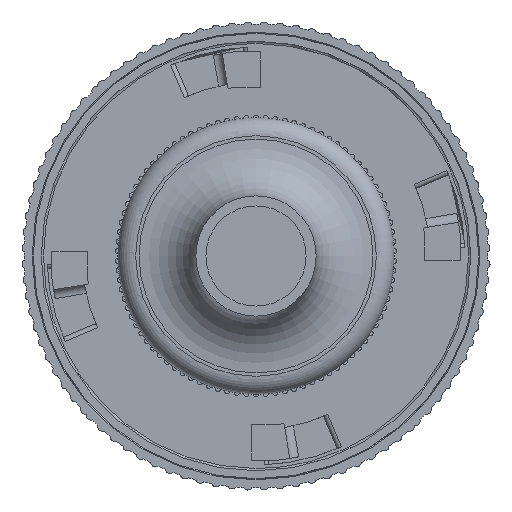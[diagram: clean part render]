
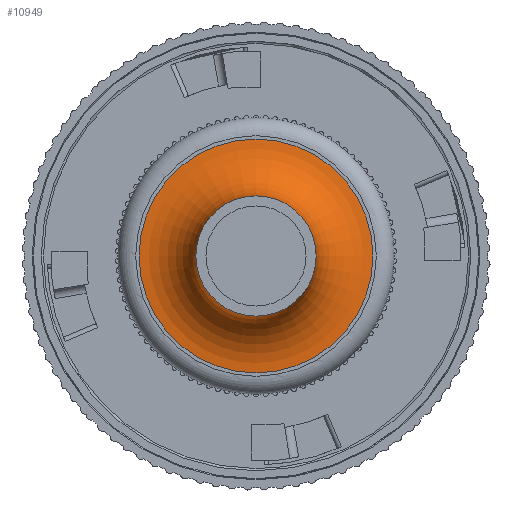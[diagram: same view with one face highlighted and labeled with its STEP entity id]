
A CAD part, front view. The second image highlights one B-rep face of the part: STEP entity #10949.
In plain terms, the highlighted toroidal (fillet/blend) face has major radius 26.24 mm and minor radius 12.74 mm.
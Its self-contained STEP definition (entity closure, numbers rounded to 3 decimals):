
#132=TOROIDAL_SURFACE('',#12322,26.24,12.74);
#804=FACE_OUTER_BOUND('',#1507,.T.);
#1507=EDGE_LOOP('',(#8749,#8750,#8751,#8752,#8753,#8754));
#3585=CIRCLE('',#12318,13.5);
#3586=CIRCLE('',#12319,13.5);
#3589=CIRCLE('',#12323,26.24);
#3590=CIRCLE('',#12324,26.24);
#3591=CIRCLE('',#12325,12.74);
#4751=VERTEX_POINT('',#20854);
#4752=VERTEX_POINT('',#20855);
#4755=VERTEX_POINT('',#20864);
#4756=VERTEX_POINT('',#20865);
#6137=EDGE_CURVE('',#4751,#4752,#3585,.T.);
#6138=EDGE_CURVE('',#4752,#4751,#3586,.T.);
#6142=EDGE_CURVE('',#4755,#4756,#3589,.T.);
#6143=EDGE_CURVE('',#4756,#4755,#3590,.T.);
#6144=EDGE_CURVE('',#4756,#4752,#3591,.T.);
#8749=ORIENTED_EDGE('',*,*,#6142,.F.);
#8750=ORIENTED_EDGE('',*,*,#6143,.F.);
#8751=ORIENTED_EDGE('',*,*,#6144,.T.);
#8752=ORIENTED_EDGE('',*,*,#6138,.T.);
#8753=ORIENTED_EDGE('',*,*,#6137,.T.);
#8754=ORIENTED_EDGE('',*,*,#6144,.F.);
#10949=ADVANCED_FACE('',(#804),#132,.F.);
#12318=AXIS2_PLACEMENT_3D('',#20856,#15579,#15580);
#12319=AXIS2_PLACEMENT_3D('',#20857,#15581,#15582);
#12322=AXIS2_PLACEMENT_3D('',#20863,#15588,#15589);
#12323=AXIS2_PLACEMENT_3D('',#20866,#15590,#15591);
#12324=AXIS2_PLACEMENT_3D('',#20867,#15592,#15593);
#12325=AXIS2_PLACEMENT_3D('',#20868,#15594,#15595);
#15579=DIRECTION('center_axis',(0.,1.,0.));
#15580=DIRECTION('ref_axis',(0.,0.,1.));
#15581=DIRECTION('center_axis',(0.,1.,0.));
#15582=DIRECTION('ref_axis',(0.,0.,1.));
#15588=DIRECTION('center_axis',(0.,1.,0.));
#15589=DIRECTION('ref_axis',(0.,0.,1.));
#15590=DIRECTION('center_axis',(0.,1.,0.));
#15591=DIRECTION('ref_axis',(0.,0.,1.));
#15592=DIRECTION('center_axis',(0.,1.,0.));
#15593=DIRECTION('ref_axis',(0.,0.,1.));
#15594=DIRECTION('center_axis',(1.,0.,0.));
#15595=DIRECTION('ref_axis',(0.,0.,-1.));
#20854=CARTESIAN_POINT('',(0.,-35.24,13.5));
#20855=CARTESIAN_POINT('',(0.,-35.24,-13.5));
#20856=CARTESIAN_POINT('Origin',(0.,-35.24,0.));
#20857=CARTESIAN_POINT('Origin',(0.,-35.24,0.));
#20863=CARTESIAN_POINT('Origin',(0.,-35.24,0.));
#20864=CARTESIAN_POINT('',(0.,-22.5,26.24));
#20865=CARTESIAN_POINT('',(0.,-22.5,-26.24));
#20866=CARTESIAN_POINT('Origin',(0.,-22.5,0.));
#20867=CARTESIAN_POINT('Origin',(0.,-22.5,0.));
#20868=CARTESIAN_POINT('Origin',(0.,-35.24,-26.24));
